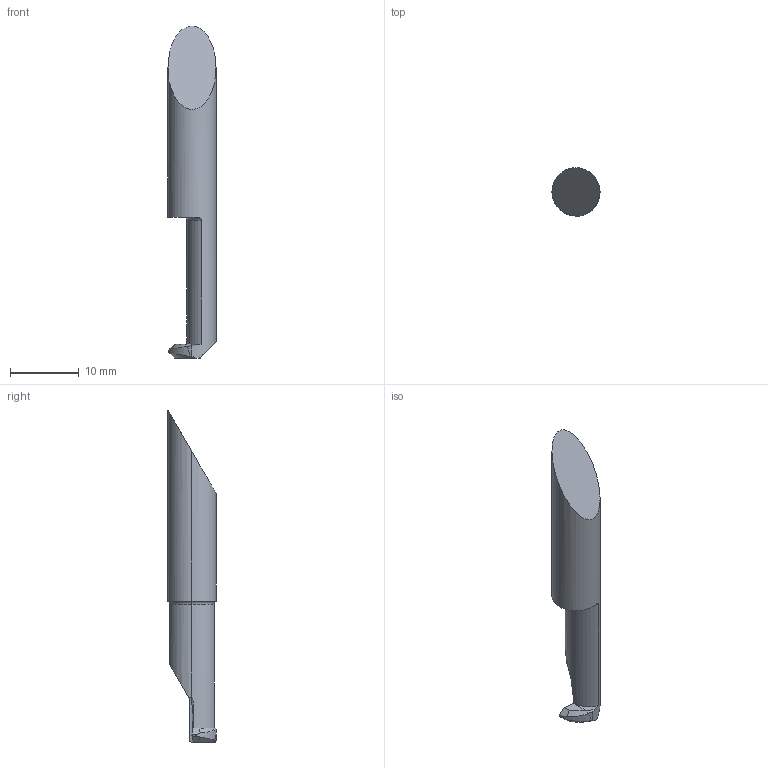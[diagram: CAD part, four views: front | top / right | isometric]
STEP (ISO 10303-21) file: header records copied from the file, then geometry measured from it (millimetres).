
FILE_DESCRIPTION(/* description */ (''),/* implementation_level */ '2;1');
FILE_NAME(/* name */ '1578035267300.stp',/* time_stamp */ '2020-01-03T12:38:01+05:00',/* author */ (''),/* organization */ ('SMS'),/* preprocessor_version */ 'ST-DEVELOPER v16.7',/* originating_system */ 'SIEMENS PLM Software NX 12.0',/* authorisation */ '');
FILE_SCHEMA (('AUTOMOTIVE_DESIGN { 1 0 10303 214 3 1 1 1 }'));
Length unit declared in the file: millimetre
Products named in the file (1): 202044573mod000_00
Bounding box: 7 x 7 x 48.31 mm (x, y, z)
Volume: 1178.9 mm3; surface area: 920.1 mm2
Topology: 2 solids, 2 shells, 32 faces, 82 edges, 57 vertices
Faces by surface type: plane 15, cylinder 8, bspline 5, torus 3, cone 1
Entity records: 1562 total; most frequent: CARTESIAN_POINT 802, ORIENTED_EDGE 162, DIRECTION 119, EDGE_CURVE 81, VERTEX_POINT 53, AXIS2_PLACEMENT_3D 44, ADVANCED_FACE 32, FACE_OUTER_BOUND 32
